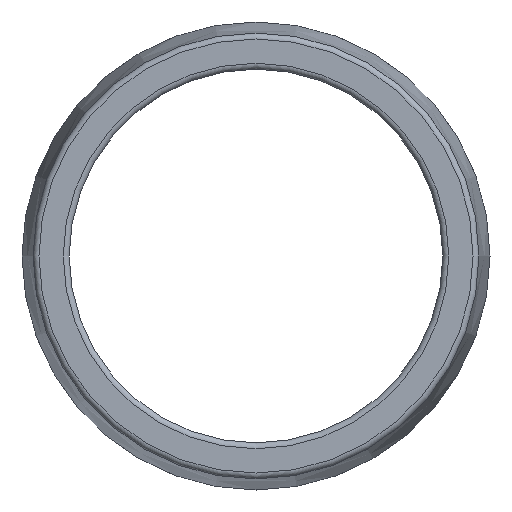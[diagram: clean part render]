
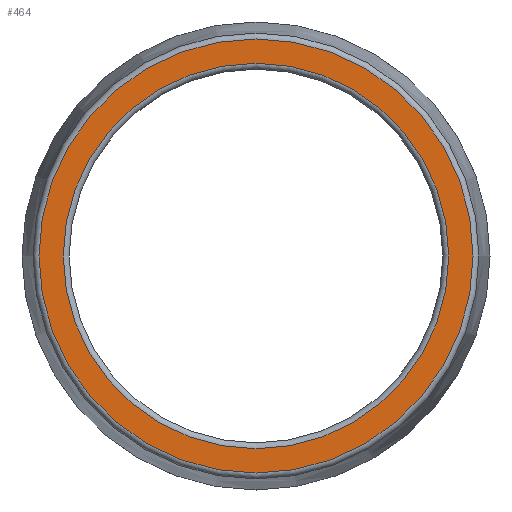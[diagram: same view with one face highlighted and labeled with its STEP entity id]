
A CAD part, left-side view. The second image highlights one B-rep face of the part: STEP entity #464.
In plain terms, the highlighted planar face has unit normal (-1, 0, 0).
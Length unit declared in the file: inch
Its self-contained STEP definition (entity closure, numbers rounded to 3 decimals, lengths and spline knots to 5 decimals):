
#38=FACE_BOUND('',#96,.T.);
#46=PLANE('',#552);
#62=FACE_OUTER_BOUND('',#95,.T.);
#95=EDGE_LOOP('',(#381,#382));
#96=EDGE_LOOP('',(#383,#384));
#171=CIRCLE('',#553,0.36598);
#172=CIRCLE('',#554,0.36598);
#173=CIRCLE('',#555,0.325);
#174=CIRCLE('',#556,0.325);
#233=VERTEX_POINT('',#884);
#234=VERTEX_POINT('',#885);
#235=VERTEX_POINT('',#888);
#236=VERTEX_POINT('',#889);
#293=EDGE_CURVE('',#233,#234,#171,.T.);
#294=EDGE_CURVE('',#234,#233,#172,.T.);
#295=EDGE_CURVE('',#235,#236,#173,.F.);
#296=EDGE_CURVE('',#236,#235,#174,.F.);
#381=ORIENTED_EDGE('',*,*,#293,.T.);
#382=ORIENTED_EDGE('',*,*,#294,.T.);
#383=ORIENTED_EDGE('',*,*,#295,.T.);
#384=ORIENTED_EDGE('',*,*,#296,.T.);
#464=ADVANCED_FACE('',(#62,#38),#46,.T.);
#552=AXIS2_PLACEMENT_3D('',#883,#713,#714);
#553=AXIS2_PLACEMENT_3D('',#886,#715,#716);
#554=AXIS2_PLACEMENT_3D('',#887,#717,#718);
#555=AXIS2_PLACEMENT_3D('',#890,#719,#720);
#556=AXIS2_PLACEMENT_3D('',#891,#721,#722);
#713=DIRECTION('center_axis',(-1.,0.,0.));
#714=DIRECTION('ref_axis',(0.,0.,1.));
#715=DIRECTION('center_axis',(-1.,0.,0.));
#716=DIRECTION('ref_axis',(0.,-1.,0.));
#717=DIRECTION('center_axis',(-1.,0.,0.));
#718=DIRECTION('ref_axis',(0.,-1.,0.));
#719=DIRECTION('center_axis',(-1.,0.,0.));
#720=DIRECTION('ref_axis',(0.,-1.,0.));
#721=DIRECTION('center_axis',(-1.,0.,0.));
#722=DIRECTION('ref_axis',(0.,-1.,0.));
#883=CARTESIAN_POINT('Origin',(-0.8,0.,0.));
#884=CARTESIAN_POINT('',(-0.8,-0.36598,0.));
#885=CARTESIAN_POINT('',(-0.8,0.,-0.36598));
#886=CARTESIAN_POINT('Origin',(-0.8,0.,0.));
#887=CARTESIAN_POINT('Origin',(-0.8,0.,0.));
#888=CARTESIAN_POINT('',(-0.8,-0.325,0.));
#889=CARTESIAN_POINT('',(-0.8,0.,-0.325));
#890=CARTESIAN_POINT('Origin',(-0.8,0.,0.));
#891=CARTESIAN_POINT('Origin',(-0.8,0.,0.));
